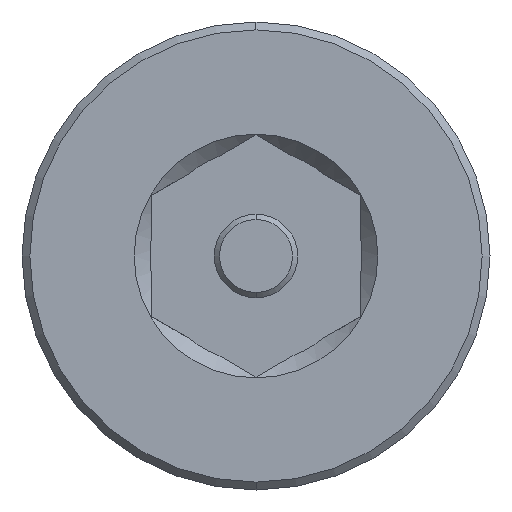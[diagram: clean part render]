
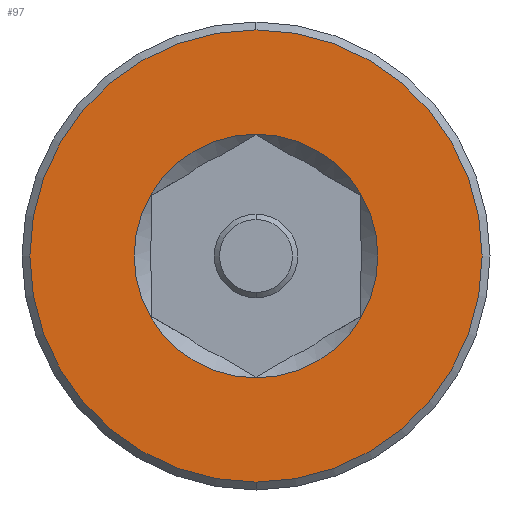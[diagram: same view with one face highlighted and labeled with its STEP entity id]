
A CAD part, left-side view. The second image highlights one B-rep face of the part: STEP entity #97.
In plain terms, the highlighted planar face has unit normal (-1, 0, 0).
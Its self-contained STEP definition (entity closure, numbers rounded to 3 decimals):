
#97 = ADVANCED_FACE ( 'NONE', ( #511, #489 ), #1052, .T. ) ;
#324 = AXIS2_PLACEMENT_3D ( 'NONE', #1371, #1372, #1373 ) ;
#414 = AXIS2_PLACEMENT_3D ( 'NONE', #2079, #2080, #2081 ) ;
#489 = FACE_BOUND ( 'NONE', #3436, .T. ) ;
#511 = FACE_OUTER_BOUND ( 'NONE', #3180, .T. ) ;
#787 = DIRECTION ( 'NONE',  ( -1., 0., 0. ) ) ;
#833 = DIRECTION ( 'NONE',  ( 0., 0., 1. ) ) ;
#850 = CARTESIAN_POINT ( 'NONE',  ( 0., 0., 0. ) ) ;
#1052 = PLANE ( 'NONE',  #3763 ) ;
#1371 = CARTESIAN_POINT ( 'NONE',  ( 0., 0., 0. ) ) ;
#1372 = DIRECTION ( 'NONE',  ( -1., 0., 0. ) ) ;
#1373 = DIRECTION ( 'NONE',  ( 0., 0., 1. ) ) ;
#1554 = CARTESIAN_POINT ( 'NONE',  ( 0., 0., 0. ) ) ;
#1555 = DIRECTION ( 'NONE',  ( -1., 0., 0. ) ) ;
#1556 = DIRECTION ( 'NONE',  ( 0., 0., 1. ) ) ;
#1842 = CARTESIAN_POINT ( 'NONE',  ( 0., 0., -8.63 ) ) ;
#1874 = CARTESIAN_POINT ( 'NONE',  ( 0., 0., -4.65 ) ) ;
#1878 = CARTESIAN_POINT ( 'NONE',  ( 0., 0., 4.65 ) ) ;
#1931 = CARTESIAN_POINT ( 'NONE',  ( 0., 0., 8.63 ) ) ;
#2079 = CARTESIAN_POINT ( 'NONE',  ( 0., 0., 0. ) ) ;
#2080 = DIRECTION ( 'NONE',  ( -1., 0., 0. ) ) ;
#2081 = DIRECTION ( 'NONE',  ( 0., 0., 1. ) ) ;
#2345 = CIRCLE ( 'NONE', #324, 4.65 ) ;
#2384 = AXIS2_PLACEMENT_3D ( 'NONE', #2491, #2492, #2493 ) ;
#2491 = CARTESIAN_POINT ( 'NONE',  ( 0., 0., 0. ) ) ;
#2492 = DIRECTION ( 'NONE',  ( -1., 0., 0. ) ) ;
#2493 = DIRECTION ( 'NONE',  ( 0., 0., 1. ) ) ;
#2774 = EDGE_CURVE ( 'NONE', #3368, #3361, #2345, .T. ) ;
#2816 = EDGE_CURVE ( 'NONE', #3270, #3525, #4125, .T. ) ;
#3167 = ORIENTED_EDGE ( 'NONE', *, *, #2774, .F. ) ;
#3180 = EDGE_LOOP ( 'NONE', ( #3341, #3391 ) ) ;
#3270 = VERTEX_POINT ( 'NONE', #1842 ) ;
#3324 = ORIENTED_EDGE ( 'NONE', *, *, #4756, .F. ) ;
#3341 = ORIENTED_EDGE ( 'NONE', *, *, #2816, .T. ) ;
#3361 = VERTEX_POINT ( 'NONE', #1874 ) ;
#3368 = VERTEX_POINT ( 'NONE', #1878 ) ;
#3391 = ORIENTED_EDGE ( 'NONE', *, *, #4799, .T. ) ;
#3436 = EDGE_LOOP ( 'NONE', ( #3167, #3324 ) ) ;
#3525 = VERTEX_POINT ( 'NONE', #1931 ) ;
#3707 = AXIS2_PLACEMENT_3D ( 'NONE', #1554, #1555, #1556 ) ;
#3763 = AXIS2_PLACEMENT_3D ( 'NONE', #850, #787, #833 ) ;
#4125 = CIRCLE ( 'NONE', #3707, 8.63 ) ;
#4198 = CIRCLE ( 'NONE', #414, 4.65 ) ;
#4696 = CIRCLE ( 'NONE', #2384, 8.63 ) ;
#4756 = EDGE_CURVE ( 'NONE', #3361, #3368, #4198, .T. ) ;
#4799 = EDGE_CURVE ( 'NONE', #3525, #3270, #4696, .T. ) ;
